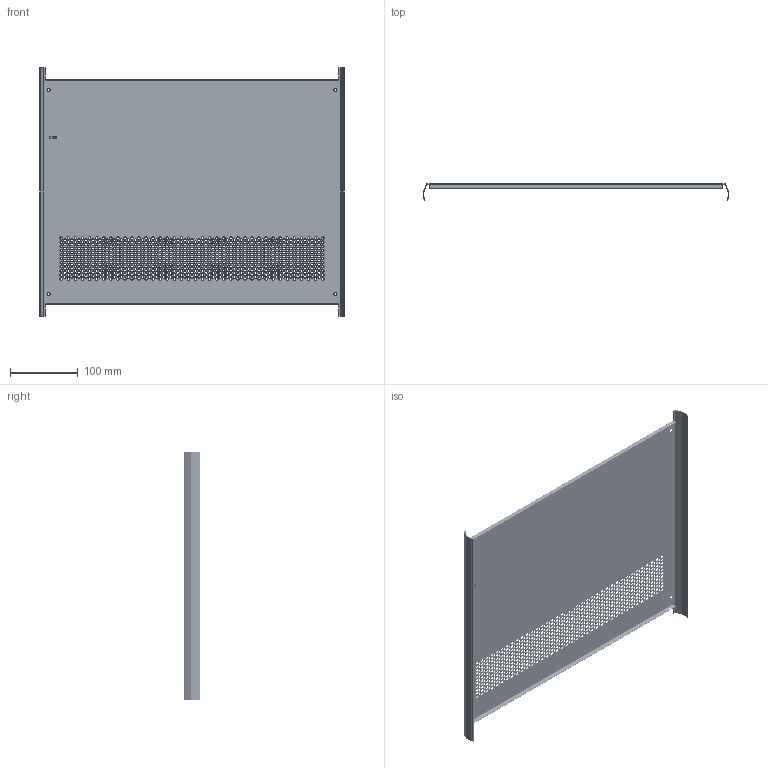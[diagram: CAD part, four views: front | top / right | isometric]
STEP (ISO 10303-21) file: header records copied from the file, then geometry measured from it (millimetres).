
FILE_DESCRIPTION((''),'2;1');
FILE_NAME('P00461XXMRXX_365','2014-09-05T',('wkoerber'),(''),'PRO/ENGINEER BY PARAMETRIC TECHNOLOGY CORPORATION, 2010160','PRO/ENGINEER BY PARAMETRIC TECHNOLOGY CORPORATION, 2010160','');
FILE_SCHEMA(('AUTOMOTIVE_DESIGN { 1 0 10303 214 1 1 1 1 }'));
Length unit declared in the file: millimetre
Products named in the file (1): P00461XXMRXX_365
Bounding box: 449 x 23.5 x 365.4 mm (x, y, z)
Volume: 111349.5 mm3; surface area: 326447.9 mm2
Topology: 2 solids, 2 shells, 1704 faces, 5012 edges, 3304 vertices
Faces by surface type: cylinder 1606, plane 90, cone 8
Entity records: 61846 total; most frequent: DIRECTION 11648, CARTESIAN_POINT 10029, ORIENTED_EDGE 10024, EDGE_CURVE 5012, AXIS2_PLACEMENT_3D 4932, VERTEX_POINT 3312, EDGE_LOOP 3296, CIRCLE 3228
